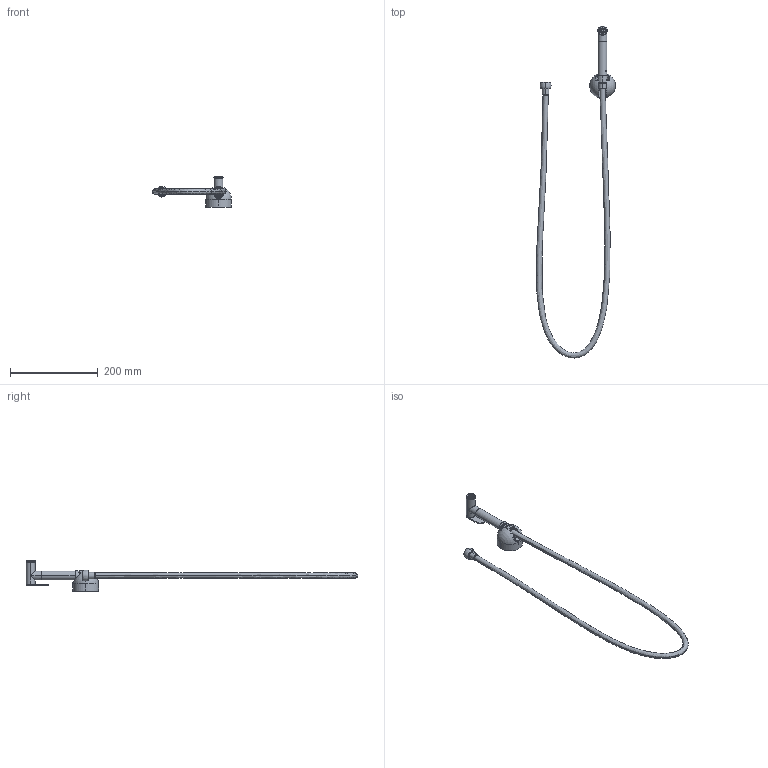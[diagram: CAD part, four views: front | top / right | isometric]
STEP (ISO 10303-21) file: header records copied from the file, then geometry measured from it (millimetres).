
FILE_DESCRIPTION (( 'STEP AP203' ), '1' );
FILE_NAME ('99FP01574.STEP', '2025-06-25T12:24:44', ( '' ), ( '' ), 'SwSTEP 2.0', 'SolidWorks 2021', '' );
FILE_SCHEMA (( 'CONFIG_CONTROL_DESIGN' ));
Length unit declared in the file: millimetre
Products named in the file (1): 99FP01574
Bounding box: 179.7 x 758.58 x 69.82 mm (x, y, z)
Volume: 226348.9 mm3; surface area: 94190.8 mm2
Topology: 8 solids, 8 shells, 277 faces, 645 edges, 422 vertices
Faces by surface type: cylinder 124, plane 115, torus 16, bspline 12, cone 6, sphere 4
Entity records: 11383 total; most frequent: CARTESIAN_POINT 4999, DIRECTION 1337, ORIENTED_EDGE 1282, EDGE_CURVE 641, AXIS2_PLACEMENT_3D 542, VERTEX_POINT 422, EDGE_LOOP 323, FACE_OUTER_BOUND 277
